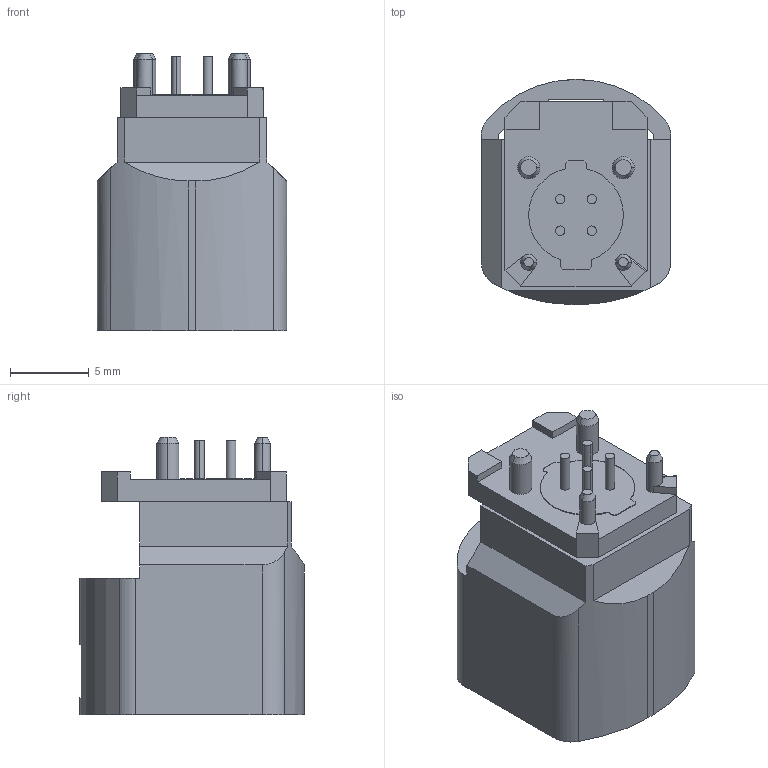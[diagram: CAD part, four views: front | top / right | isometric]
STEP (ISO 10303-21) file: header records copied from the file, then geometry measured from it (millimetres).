
FILE_DESCRIPTION(/* description */ (''),/* implementation_level */ '2;1');
FILE_NAME(/* name */ '35602309-STEP-3D.stp',/* time_stamp */ '2023-07-01T13:22:50+06:00',/* author */ (''),/* organization */ (''),/* preprocessor_version */ 'ST-DEVELOPER v16',/* originating_system */ 'SIEMENS PLM Software NX 11.0',/* authorisation */ '');
FILE_SCHEMA (('AUTOMOTIVE_DESIGN { 1 0 10303 214 3 1 1 1 }'));
Length unit declared in the file: millimetre
Products named in the file (1): cjzt2C8064993lvx
Bounding box: 12 x 14.25 x 17.6 mm (x, y, z)
Volume: 1219.8 mm3; surface area: 1833.1 mm2
Topology: 1 solids, 1 shells, 165 faces, 456 edges, 306 vertices
Faces by surface type: plane 98, cylinder 59, cone 8
Entity records: 6519 total; most frequent: CARTESIAN_POINT 942, DIRECTION 934, ORIENTED_EDGE 912, EDGE_CURVE 456, AXIS2_PLACEMENT_3D 315, VERTEX_POINT 306, LINE 304, VECTOR 304
